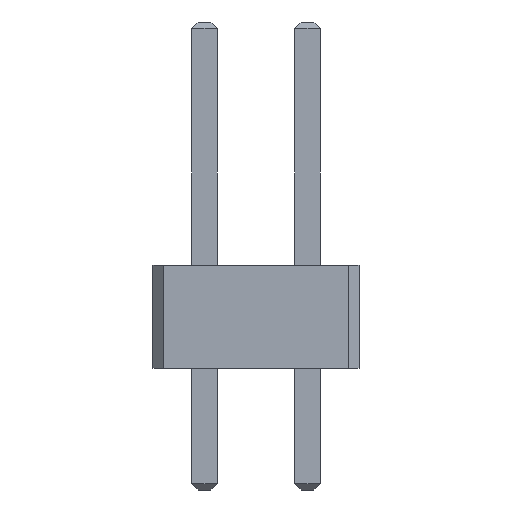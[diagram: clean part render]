
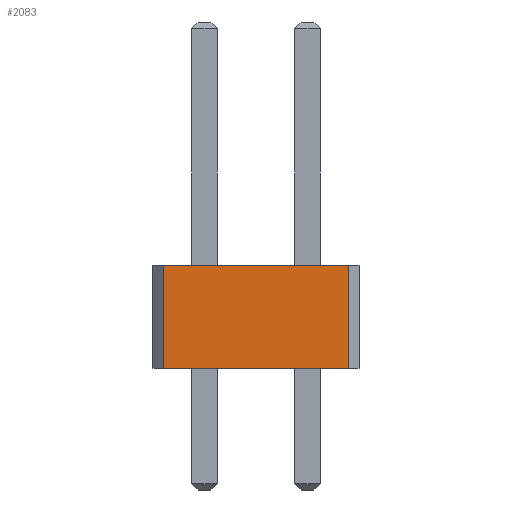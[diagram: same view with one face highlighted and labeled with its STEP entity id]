
A CAD part, front view. The second image highlights one B-rep face of the part: STEP entity #2083.
In plain terms, the highlighted planar face has unit normal (0, -1, 0).
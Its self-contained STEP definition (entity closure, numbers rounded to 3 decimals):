
#12=DIRECTION('',(0.,0.,1.));
#26=VECTOR('',#12,1.);
#87=DIRECTION('',(1.,0.,0.));
#216=VERTEX_POINT('',#217);
#217=CARTESIAN_POINT('',(-1.016,-21.59,0.));
#220=EDGE_CURVE('',#216,#221,#223,.T.);
#221=VERTEX_POINT('',#222);
#222=CARTESIAN_POINT('',(3.556,-21.59,0.));
#223=LINE('',#217,#224);
#224=VECTOR('',#87,1.);
#238=DIRECTION('',(0.,1.,0.));
#961=VERTEX_POINT('',#962);
#962=CARTESIAN_POINT('',(-1.016,-21.59,2.54));
#964=ORIENTED_EDGE('',*,*,#965,.T.);
#965=EDGE_CURVE('',#961,#966,#968,.T.);
#966=VERTEX_POINT('',#967);
#967=CARTESIAN_POINT('',(3.556,-21.59,2.54));
#968=LINE('',#962,#224);
#2068=EDGE_CURVE('',#216,#961,#2069,.T.);
#2069=LINE('',#217,#26);
#2083=ADVANCED_FACE('',(#2084),#2091,.F.);
#2084=FACE_BOUND('',#2085,.F.);
#2085=EDGE_LOOP('',(#2086,#964,#2087,#2090));
#2086=ORIENTED_EDGE('',*,*,#2068,.T.);
#2087=ORIENTED_EDGE('',*,*,#2088,.F.);
#2088=EDGE_CURVE('',#221,#966,#2089,.T.);
#2089=LINE('',#222,#26);
#2090=ORIENTED_EDGE('',*,*,#220,.F.);
#2091=PLANE('',#2092);
#2092=AXIS2_PLACEMENT_3D('',#217,#238,#87);
